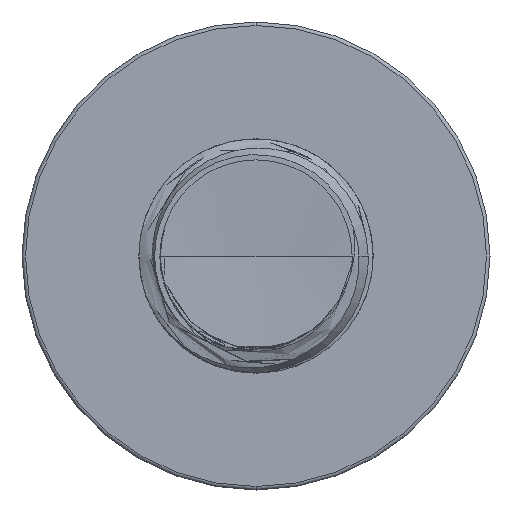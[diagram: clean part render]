
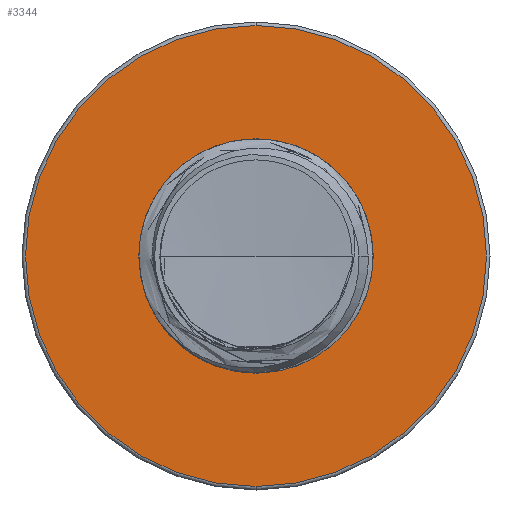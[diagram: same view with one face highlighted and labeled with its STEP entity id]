
A CAD part, front view. The second image highlights one B-rep face of the part: STEP entity #3344.
In plain terms, the highlighted planar face has unit normal (0, -1, 0).
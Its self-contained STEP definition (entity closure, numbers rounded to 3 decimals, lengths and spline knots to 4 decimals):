
#212 = DIRECTION ( 'NONE',  ( 0., -1., 0. ) ) ;
#628 = ORIENTED_EDGE ( 'NONE', *, *, #28674, .T. ) ;
#1059 = ORIENTED_EDGE ( 'NONE', *, *, #29600, .F. ) ;
#1281 = ORIENTED_EDGE ( 'NONE', *, *, #13527, .F. ) ;
#2059 = DIRECTION ( 'NONE',  ( 0., -1., 0. ) ) ;
#2075 = EDGE_LOOP ( 'NONE', ( #628, #23278 ) ) ;
#2204 = AXIS2_PLACEMENT_3D ( 'NONE', #10741, #27780, #13346 ) ;
#2543 = VERTEX_POINT ( 'NONE', #29440 ) ;
#2840 = EDGE_CURVE ( 'NONE', #6194, #3125, #22394, .T. ) ;
#3125 = VERTEX_POINT ( 'NONE', #19171 ) ;
#3344 = ADVANCED_FACE ( 'NONE', ( #14579, #20448 ), #16614, .T. ) ;
#4315 = CARTESIAN_POINT ( 'NONE',  ( 0., 17.5, 0. ) ) ;
#4423 = DIRECTION ( 'NONE',  ( 0., -1., 0. ) ) ;
#4935 = CARTESIAN_POINT ( 'NONE',  ( 0., 17.5, 3.4475 ) ) ;
#5031 = AXIS2_PLACEMENT_3D ( 'NONE', #16660, #16548, #16543 ) ;
#6194 = VERTEX_POINT ( 'NONE', #4935 ) ;
#6259 = EDGE_LOOP ( 'NONE', ( #1281, #1059 ) ) ;
#8116 = AXIS2_PLACEMENT_3D ( 'NONE', #4315, #4423, #8333 ) ;
#8333 = DIRECTION ( 'NONE',  ( 0., 0., -1. ) ) ;
#9118 = CIRCLE ( 'NONE', #23653, 1.7536 ) ;
#10741 = CARTESIAN_POINT ( 'NONE',  ( 0., 17.5, 0. ) ) ;
#13346 = DIRECTION ( 'NONE',  ( 0., 0., -1. ) ) ;
#13527 = EDGE_CURVE ( 'NONE', #2543, #26429, #29788, .T. ) ;
#14579 = FACE_OUTER_BOUND ( 'NONE', #2075, .T. ) ;
#15358 = CARTESIAN_POINT ( 'NONE',  ( 0., 17.5, 0. ) ) ;
#16543 = DIRECTION ( 'NONE',  ( 0., 0., -1. ) ) ;
#16548 = DIRECTION ( 'NONE',  ( 0., -1., 0. ) ) ;
#16614 = PLANE ( 'NONE',  #5031 ) ;
#16660 = CARTESIAN_POINT ( 'NONE',  ( 0., 17.5, 1.7536 ) ) ;
#17372 = CARTESIAN_POINT ( 'NONE',  ( 0., 17.5, 0. ) ) ;
#17891 = DIRECTION ( 'NONE',  ( 0., 0., -1. ) ) ;
#19171 = CARTESIAN_POINT ( 'NONE',  ( 0., 17.5, -3.4475 ) ) ;
#19898 = DIRECTION ( 'NONE',  ( 0., 0., -1. ) ) ;
#20448 = FACE_BOUND ( 'NONE', #6259, .T. ) ;
#21435 = CARTESIAN_POINT ( 'NONE',  ( 0., 17.5, 1.7536 ) ) ;
#22180 = CIRCLE ( 'NONE', #2204, 3.4475 ) ;
#22394 = CIRCLE ( 'NONE', #8116, 3.4475 ) ;
#23278 = ORIENTED_EDGE ( 'NONE', *, *, #2840, .T. ) ;
#23653 = AXIS2_PLACEMENT_3D ( 'NONE', #15358, #212, #17891 ) ;
#25765 = AXIS2_PLACEMENT_3D ( 'NONE', #17372, #2059, #19898 ) ;
#26429 = VERTEX_POINT ( 'NONE', #21435 ) ;
#27780 = DIRECTION ( 'NONE',  ( 0., -1., 0. ) ) ;
#28674 = EDGE_CURVE ( 'NONE', #3125, #6194, #22180, .T. ) ;
#29440 = CARTESIAN_POINT ( 'NONE',  ( 0., 17.5, -1.7536 ) ) ;
#29600 = EDGE_CURVE ( 'NONE', #26429, #2543, #9118, .T. ) ;
#29788 = CIRCLE ( 'NONE', #25765, 1.7536 ) ;
